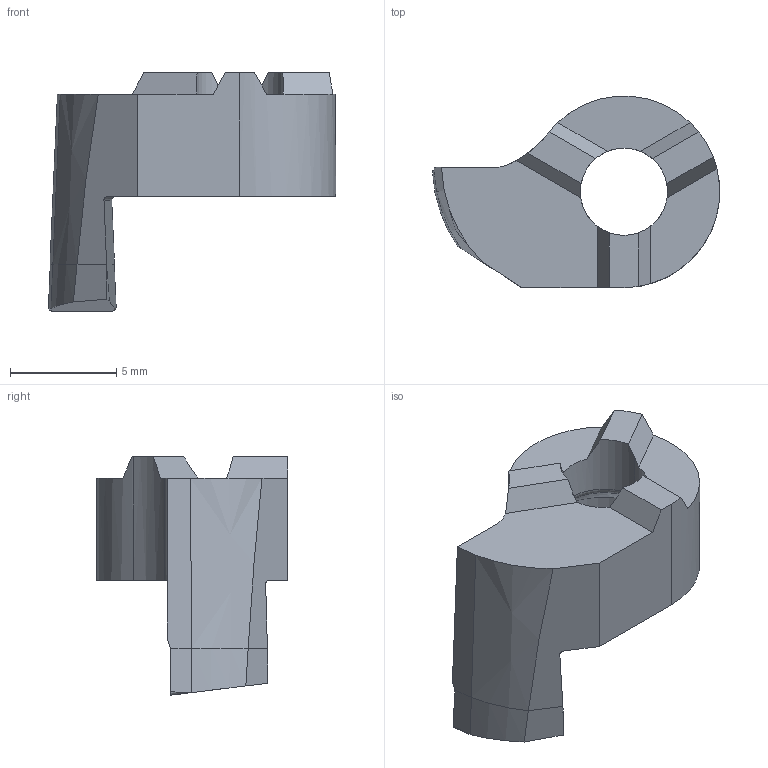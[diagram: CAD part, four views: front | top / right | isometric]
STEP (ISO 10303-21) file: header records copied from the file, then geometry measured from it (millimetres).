
FILE_DESCRIPTION(/* description */ (''),/* implementation_level */ '2;1');
FILE_NAME(/* name */ '1593426278371.stp',/* time_stamp */ '2020-06-29T15:54:53+05:00',/* author */ (''),/* organization */ ('SMS'),/* preprocessor_version */ 'ST-DEVELOPER v16.7',/* originating_system */ 'SIEMENS PLM Software NX 12.0',/* authorisation */ '');
FILE_SCHEMA (('AUTOMOTIVE_DESIGN { 1 0 10303 214 3 1 1 1 }'));
Length unit declared in the file: millimetre
Products named in the file (1): 203060827mod000_00
Bounding box: 13.49 x 8.99 x 11.2 mm (x, y, z)
Volume: 377.3 mm3; surface area: 494.7 mm2
Topology: 2 solids, 2 shells, 44 faces, 118 edges, 80 vertices
Faces by surface type: plane 26, cylinder 10, cone 6, torus 2
Entity records: 1489 total; most frequent: CARTESIAN_POINT 369, ORIENTED_EDGE 234, DIRECTION 214, EDGE_CURVE 117, AXIS2_PLACEMENT_3D 79, VERTEX_POINT 76, LINE 56, VECTOR 56
